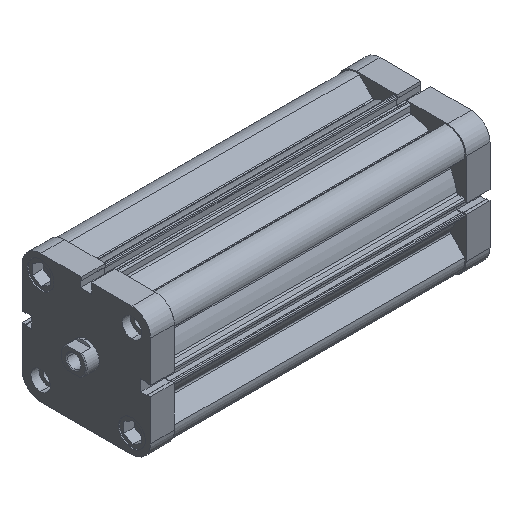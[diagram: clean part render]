
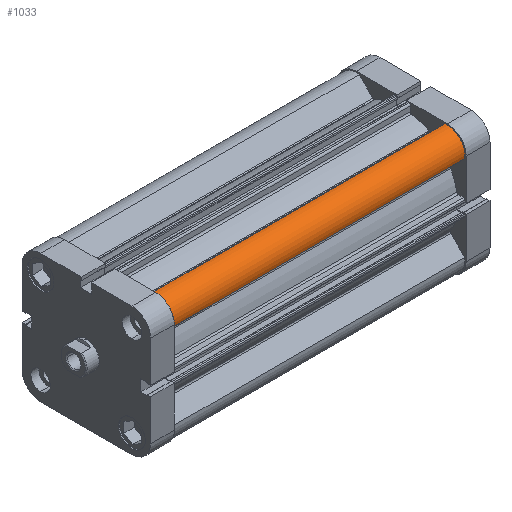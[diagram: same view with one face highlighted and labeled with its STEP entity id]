
A CAD part, isometric view. The second image highlights one B-rep face of the part: STEP entity #1033.
In plain terms, the highlighted cylindrical face has radius 10.75 mm (diameter 21.5 mm), a partial arc.
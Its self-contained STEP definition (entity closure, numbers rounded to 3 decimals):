
#77 = ORIENTED_EDGE ( 'NONE', *, *, #10087, .F. ) ;
#89 = ORIENTED_EDGE ( 'NONE', *, *, #9821, .T. ) ;
#106 = ORIENTED_EDGE ( 'NONE', *, *, #10039, .T. ) ;
#128 = ORIENTED_EDGE ( 'NONE', *, *, #9921, .F. ) ;
#1033 = ADVANCED_FACE ( 'NONE', ( #6515 ), #6512, .T. ) ;
#1480 = LINE ( 'NONE', #9377, #1482 ) ;
#1482 = VECTOR ( 'NONE', #9378, 1000. ) ;
#1637 = CIRCLE ( 'NONE', #6080, 10.75 ) ;
#1818 = CIRCLE ( 'NONE', #6130, 10.75 ) ;
#1891 = LINE ( 'NONE', #2243, #1892 ) ;
#1892 = VECTOR ( 'NONE', #2244, 1000. ) ;
#2119 = CARTESIAN_POINT ( 'NONE',  ( 28.25, -28.25, 0. ) ) ;
#2127 = DIRECTION ( 'NONE',  ( 0., 0., 1. ) ) ;
#2128 = DIRECTION ( 'NONE',  ( -1., 0., 0. ) ) ;
#2243 = CARTESIAN_POINT ( 'NONE',  ( 38.853, -26.479, 180.5 ) ) ;
#2244 = DIRECTION ( 'NONE',  ( 0., 0., -1. ) ) ;
#3302 = EDGE_LOOP ( 'NONE', ( #106, #77, #128, #89 ) ) ;
#3936 = VERTEX_POINT ( 'NONE', #7944 ) ;
#3948 = VERTEX_POINT ( 'NONE', #7956 ) ;
#3951 = VERTEX_POINT ( 'NONE', #7959 ) ;
#4033 = VERTEX_POINT ( 'NONE', #8041 ) ;
#5800 = AXIS2_PLACEMENT_3D ( 'NONE', #7281, #7273, #7276 ) ;
#6080 = AXIS2_PLACEMENT_3D ( 'NONE', #9610, #9623, #9624 ) ;
#6130 = AXIS2_PLACEMENT_3D ( 'NONE', #2119, #2127, #2128 ) ;
#6512 = CYLINDRICAL_SURFACE ( 'NONE', #5800, 10.75 ) ;
#6515 = FACE_OUTER_BOUND ( 'NONE', #3302, .T. ) ;
#7273 = DIRECTION ( 'NONE',  ( 0., 0., -1. ) ) ;
#7276 = DIRECTION ( 'NONE',  ( -1., 0., 0. ) ) ;
#7281 = CARTESIAN_POINT ( 'NONE',  ( 28.25, -28.25, 180.5 ) ) ;
#7944 = CARTESIAN_POINT ( 'NONE',  ( 26.479, -38.853, 0. ) ) ;
#7956 = CARTESIAN_POINT ( 'NONE',  ( 38.853, -26.479, 180.5 ) ) ;
#7959 = CARTESIAN_POINT ( 'NONE',  ( 26.479, -38.853, 180.5 ) ) ;
#8041 = CARTESIAN_POINT ( 'NONE',  ( 38.853, -26.479, 0. ) ) ;
#9377 = CARTESIAN_POINT ( 'NONE',  ( 26.479, -38.853, 180.5 ) ) ;
#9378 = DIRECTION ( 'NONE',  ( 0., 0., -1. ) ) ;
#9610 = CARTESIAN_POINT ( 'NONE',  ( 28.25, -28.25, 180.5 ) ) ;
#9623 = DIRECTION ( 'NONE',  ( 0., 0., 1. ) ) ;
#9624 = DIRECTION ( 'NONE',  ( -1., 0., 0. ) ) ;
#9821 = EDGE_CURVE ( 'NONE', #3951, #3936, #1480, .T. ) ;
#9921 = EDGE_CURVE ( 'NONE', #3951, #3948, #1637, .T. ) ;
#10039 = EDGE_CURVE ( 'NONE', #3936, #4033, #1818, .T. ) ;
#10087 = EDGE_CURVE ( 'NONE', #3948, #4033, #1891, .T. ) ;
